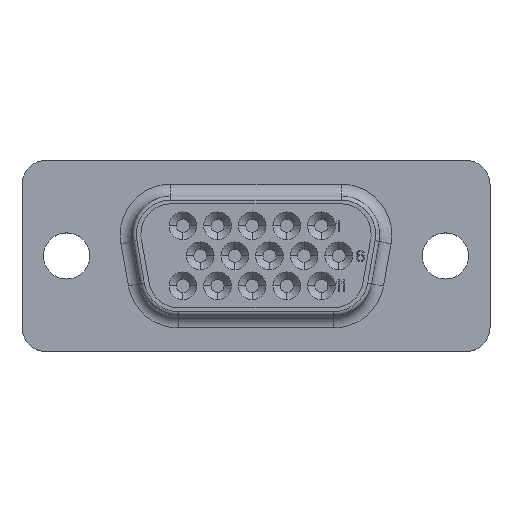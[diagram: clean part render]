
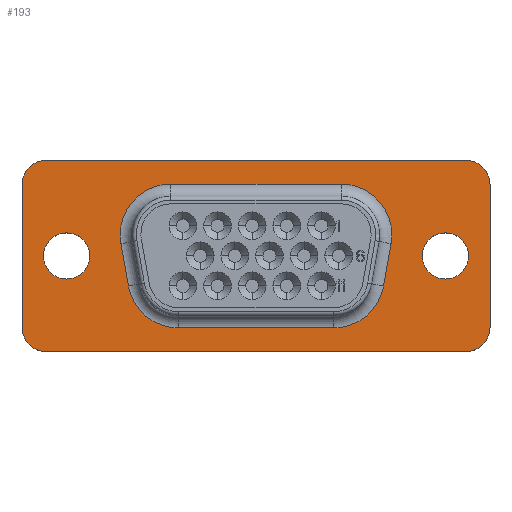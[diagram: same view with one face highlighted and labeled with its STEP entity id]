
A CAD part, top view. The second image highlights one B-rep face of the part: STEP entity #193.
In plain terms, the highlighted planar face has unit normal (0, 0, 1).
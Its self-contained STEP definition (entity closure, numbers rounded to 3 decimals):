
#193=ADVANCED_FACE('',(#668,#669,#670,#671),#672,.F.);
#668=FACE_OUTER_BOUND('',#1482,.T.);
#669=FACE_BOUND('',#1483,.T.);
#670=FACE_BOUND('',#1484,.T.);
#671=FACE_BOUND('',#1485,.T.);
#672=PLANE('',#1486);
#1482=EDGE_LOOP('',(#2781,#2782,#2783,#2784,#2785,#2786,#2787,#2788));
#1483=EDGE_LOOP('',(#2789,#2790));
#1484=EDGE_LOOP('',(#2791,#2792));
#1485=EDGE_LOOP('',(#2793,#2794,#2795,#2796,#2797,#2798,#2799,#2800));
#1486=AXIS2_PLACEMENT_3D('',#2801,#2802,#2803);
#2781=ORIENTED_EDGE('',*,*,#5482,.F.);
#2782=ORIENTED_EDGE('',*,*,#5483,.F.);
#2783=ORIENTED_EDGE('',*,*,#5484,.F.);
#2784=ORIENTED_EDGE('',*,*,#5485,.F.);
#2785=ORIENTED_EDGE('',*,*,#5486,.F.);
#2786=ORIENTED_EDGE('',*,*,#5487,.F.);
#2787=ORIENTED_EDGE('',*,*,#5488,.F.);
#2788=ORIENTED_EDGE('',*,*,#5489,.F.);
#2789=ORIENTED_EDGE('',*,*,#5490,.F.);
#2790=ORIENTED_EDGE('',*,*,#5491,.F.);
#2791=ORIENTED_EDGE('',*,*,#5492,.F.);
#2792=ORIENTED_EDGE('',*,*,#5493,.F.);
#2793=ORIENTED_EDGE('',*,*,#5479,.T.);
#2794=ORIENTED_EDGE('',*,*,#5477,.T.);
#2795=ORIENTED_EDGE('',*,*,#5475,.T.);
#2796=ORIENTED_EDGE('',*,*,#5473,.T.);
#2797=ORIENTED_EDGE('',*,*,#5471,.T.);
#2798=ORIENTED_EDGE('',*,*,#5469,.T.);
#2799=ORIENTED_EDGE('',*,*,#5467,.T.);
#2800=ORIENTED_EDGE('',*,*,#5481,.T.);
#2801=CARTESIAN_POINT('',(0.0,0.0,-6.147));
#2802=DIRECTION('',(0.0,0.0,-1.0));
#2803=DIRECTION('',(0.0,-1.0,0.0));
#5467=EDGE_CURVE('',#6585,#6583,#6586,.T.);
#5469=EDGE_CURVE('',#6588,#6585,#6589,.T.);
#5471=EDGE_CURVE('',#6591,#6588,#6592,.T.);
#5473=EDGE_CURVE('',#6594,#6591,#6595,.T.);
#5475=EDGE_CURVE('',#6597,#6594,#6598,.T.);
#5477=EDGE_CURVE('',#6600,#6597,#6601,.T.);
#5479=EDGE_CURVE('',#6603,#6600,#6604,.T.);
#5481=EDGE_CURVE('',#6583,#6603,#6606,.T.);
#5482=EDGE_CURVE('',#6607,#6608,#6609,.T.);
#5483=EDGE_CURVE('',#6610,#6607,#6611,.T.);
#5484=EDGE_CURVE('',#6612,#6610,#6613,.T.);
#5485=EDGE_CURVE('',#6614,#6612,#6615,.T.);
#5486=EDGE_CURVE('',#6616,#6614,#6617,.T.);
#5487=EDGE_CURVE('',#6618,#6616,#6619,.T.);
#5488=EDGE_CURVE('',#6620,#6618,#6621,.T.);
#5489=EDGE_CURVE('',#6608,#6620,#6622,.T.);
#5490=EDGE_CURVE('',#6623,#6624,#6625,.T.);
#5491=EDGE_CURVE('',#6624,#6623,#6626,.T.);
#5492=EDGE_CURVE('',#6627,#6628,#6629,.T.);
#5493=EDGE_CURVE('',#6628,#6627,#6630,.T.);
#6583=VERTEX_POINT('',#8191);
#6585=VERTEX_POINT('',#8193);
#6586=CIRCLE('',#8194,3.353);
#6588=VERTEX_POINT('',#8196);
#6589=LINE('',#8197,#8198);
#6591=VERTEX_POINT('',#8200);
#6592=CIRCLE('',#8201,3.353);
#6594=VERTEX_POINT('',#8203);
#6595=LINE('',#8204,#8205);
#6597=VERTEX_POINT('',#8207);
#6598=CIRCLE('',#8208,3.353);
#6600=VERTEX_POINT('',#8210);
#6601=LINE('',#8211,#8212);
#6603=VERTEX_POINT('',#8214);
#6604=CIRCLE('',#8215,3.353);
#6606=LINE('',#8217,#8218);
#6607=VERTEX_POINT('',#8219);
#6608=VERTEX_POINT('',#8220);
#6609=LINE('',#8221,#8222);
#6610=VERTEX_POINT('',#8223);
#6611=CIRCLE('',#8224,1.575);
#6612=VERTEX_POINT('',#8225);
#6613=LINE('',#8226,#8227);
#6614=VERTEX_POINT('',#8228);
#6615=CIRCLE('',#8229,1.575);
#6616=VERTEX_POINT('',#8230);
#6617=LINE('',#8231,#8232);
#6618=VERTEX_POINT('',#8233);
#6619=CIRCLE('',#8234,1.575);
#6620=VERTEX_POINT('',#8235);
#6621=LINE('',#8236,#8237);
#6622=CIRCLE('',#8238,1.575);
#6623=VERTEX_POINT('',#8239);
#6624=VERTEX_POINT('',#8240);
#6625=CIRCLE('',#8241,1.524);
#6626=CIRCLE('',#8242,1.524);
#6627=VERTEX_POINT('',#8243);
#6628=VERTEX_POINT('',#8244);
#6629=CIRCLE('',#8245,1.524);
#6630=CIRCLE('',#8246,1.524);
#8191=CARTESIAN_POINT('',(8.915,0.815,-6.147));
#8193=CARTESIAN_POINT('',(5.613,4.75,-6.147));
#8194=AXIS2_PLACEMENT_3D('',#10261,#10262,#10263);
#8196=CARTESIAN_POINT('',(-5.613,4.75,-6.147));
#8197=CARTESIAN_POINT('',(-5.613,4.75,-6.147));
#8198=VECTOR('',#10267,11.227);
#8200=CARTESIAN_POINT('',(-8.915,0.815,-6.147));
#8201=AXIS2_PLACEMENT_3D('',#10271,#10272,#10273);
#8203=CARTESIAN_POINT('',(-8.423,-1.979,-6.147));
#8204=CARTESIAN_POINT('',(-8.423,-1.979,-6.147));
#8205=VECTOR('',#10277,2.837);
#8207=CARTESIAN_POINT('',(-5.121,-4.75,-6.147));
#8208=AXIS2_PLACEMENT_3D('',#10281,#10282,#10283);
#8210=CARTESIAN_POINT('',(5.121,-4.75,-6.147));
#8211=CARTESIAN_POINT('',(5.121,-4.75,-6.147));
#8212=VECTOR('',#10287,10.241);
#8214=CARTESIAN_POINT('',(8.423,-1.979,-6.147));
#8215=AXIS2_PLACEMENT_3D('',#10291,#10292,#10293);
#8217=CARTESIAN_POINT('',(8.915,0.815,-6.147));
#8218=VECTOR('',#10297,2.837);
#8219=CARTESIAN_POINT('',(-13.868,6.299,-6.147));
#8220=CARTESIAN_POINT('',(13.868,6.299,-6.147));
#8221=CARTESIAN_POINT('',(-13.868,6.299,-6.147));
#8222=VECTOR('',#10298,27.737);
#8223=CARTESIAN_POINT('',(-15.443,4.724,-6.147));
#8224=AXIS2_PLACEMENT_3D('',#10299,#10300,#10301);
#8225=CARTESIAN_POINT('',(-15.443,-4.724,-6.147));
#8226=CARTESIAN_POINT('',(-15.443,-4.724,-6.147));
#8227=VECTOR('',#10302,9.449);
#8228=CARTESIAN_POINT('',(-13.868,-6.299,-6.147));
#8229=AXIS2_PLACEMENT_3D('',#10303,#10304,#10305);
#8230=CARTESIAN_POINT('',(13.868,-6.299,-6.147));
#8231=CARTESIAN_POINT('',(13.868,-6.299,-6.147));
#8232=VECTOR('',#10306,27.737);
#8233=CARTESIAN_POINT('',(15.443,-4.724,-6.147));
#8234=AXIS2_PLACEMENT_3D('',#10307,#10308,#10309);
#8235=CARTESIAN_POINT('',(15.443,4.724,-6.147));
#8236=CARTESIAN_POINT('',(15.443,4.724,-6.147));
#8237=VECTOR('',#10310,9.449);
#8238=AXIS2_PLACEMENT_3D('',#10311,#10312,#10313);
#8239=CARTESIAN_POINT('',(-10.973,0.0,-6.147));
#8240=CARTESIAN_POINT('',(-14.021,0.0,-6.147));
#8241=AXIS2_PLACEMENT_3D('',#10314,#10315,#10316);
#8242=AXIS2_PLACEMENT_3D('',#10317,#10318,#10319);
#8243=CARTESIAN_POINT('',(14.021,0.0,-6.147));
#8244=CARTESIAN_POINT('',(10.973,0.0,-6.147));
#8245=AXIS2_PLACEMENT_3D('',#10320,#10321,#10322);
#8246=AXIS2_PLACEMENT_3D('',#10323,#10324,#10325);
#10261=CARTESIAN_POINT('',(5.613,1.397,-6.147));
#10262=DIRECTION('',(0.0,0.0,-1.0));
#10263=DIRECTION('',(0.0,1.0,0.0));
#10267=DIRECTION('',(1.0,0.0,0.0));
#10271=CARTESIAN_POINT('',(-5.613,1.397,-6.147));
#10272=DIRECTION('',(-0.0,0.0,-1.0));
#10273=DIRECTION('',(-0.985,-0.174,0.0));
#10277=DIRECTION('',(-0.174,0.985,0.0));
#10281=CARTESIAN_POINT('',(-5.121,-1.397,-6.147));
#10282=DIRECTION('',(0.0,0.0,-1.0));
#10283=DIRECTION('',(0.0,-1.0,0.0));
#10287=DIRECTION('',(-1.0,0.0,0.0));
#10291=CARTESIAN_POINT('',(5.121,-1.397,-6.147));
#10292=DIRECTION('',(0.0,0.0,-1.0));
#10293=DIRECTION('',(0.985,-0.174,0.0));
#10297=DIRECTION('',(-0.174,-0.985,0.0));
#10298=DIRECTION('',(1.0,0.0,0.0));
#10299=CARTESIAN_POINT('',(-13.868,4.724,-6.147));
#10300=DIRECTION('',(0.0,0.0,-1.0));
#10301=DIRECTION('',(-1.0,0.,0.0));
#10302=DIRECTION('',(0.0,1.0,0.0));
#10303=CARTESIAN_POINT('',(-13.868,-4.724,-6.147));
#10304=DIRECTION('',(0.0,0.0,-1.0));
#10305=DIRECTION('',(0.0,-1.0,0.0));
#10306=DIRECTION('',(-1.0,0.0,0.0));
#10307=CARTESIAN_POINT('',(13.868,-4.724,-6.147));
#10308=DIRECTION('',(0.0,0.0,-1.0));
#10309=DIRECTION('',(1.0,0.,0.0));
#10310=DIRECTION('',(0.0,-1.0,0.0));
#10311=CARTESIAN_POINT('',(13.868,4.724,-6.147));
#10312=DIRECTION('',(0.0,0.0,-1.0));
#10313=DIRECTION('',(0.0,1.0,0.0));
#10314=CARTESIAN_POINT('',(-12.497,0.0,-6.147));
#10315=DIRECTION('',(0.0,0.0,1.0));
#10316=DIRECTION('',(1.0,0.0,0.0));
#10317=CARTESIAN_POINT('',(-12.497,0.0,-6.147));
#10318=DIRECTION('',(0.0,0.0,1.0));
#10319=DIRECTION('',(-1.0,0.0,0.0));
#10320=CARTESIAN_POINT('',(12.497,0.0,-6.147));
#10321=DIRECTION('',(0.0,0.0,1.0));
#10322=DIRECTION('',(1.0,0.0,0.0));
#10323=CARTESIAN_POINT('',(12.497,0.0,-6.147));
#10324=DIRECTION('',(0.0,0.0,1.0));
#10325=DIRECTION('',(-1.0,0.0,0.0));
